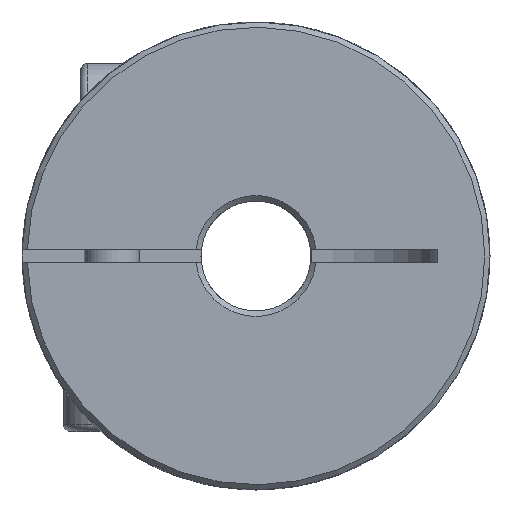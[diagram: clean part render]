
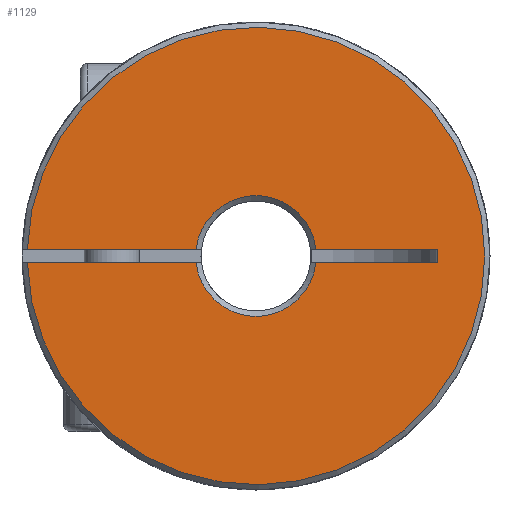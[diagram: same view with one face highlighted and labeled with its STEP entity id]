
A CAD part, left-side view. The second image highlights one B-rep face of the part: STEP entity #1129.
In plain terms, the highlighted planar face has unit normal (-1, 0, 0).
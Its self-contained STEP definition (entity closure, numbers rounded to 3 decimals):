
#161 = VERTEX_POINT ( 'NONE', #397 ) ;
#162 = VERTEX_POINT ( 'NONE', #398 ) ;
#167 = VERTEX_POINT ( 'NONE', #403 ) ;
#168 = VERTEX_POINT ( 'NONE', #404 ) ;
#169 = VERTEX_POINT ( 'NONE', #405 ) ;
#170 = VERTEX_POINT ( 'NONE', #406 ) ;
#171 = VERTEX_POINT ( 'NONE', #407 ) ;
#172 = VERTEX_POINT ( 'NONE', #408 ) ;
#397 = CARTESIAN_POINT ( 'NONE',  ( -22.5, 4.352, -0.5 ) ) ;
#398 = CARTESIAN_POINT ( 'NONE',  ( -22.5, -4.352, -0.5 ) ) ;
#403 = CARTESIAN_POINT ( 'NONE',  ( -22.5, -4.352, 0.5 ) ) ;
#404 = CARTESIAN_POINT ( 'NONE',  ( -22.5, -13.214, 0.5 ) ) ;
#405 = CARTESIAN_POINT ( 'NONE',  ( -22.5, -13.214, -0.5 ) ) ;
#406 = CARTESIAN_POINT ( 'NONE',  ( -22.5, 16.611, -0.5 ) ) ;
#407 = CARTESIAN_POINT ( 'NONE',  ( -22.5, 16.611, 0.5 ) ) ;
#408 = CARTESIAN_POINT ( 'NONE',  ( -22.5, 4.352, 0.5 ) ) ;
#766 = ORIENTED_EDGE ( 'NONE', *, *, #1338, .T. ) ;
#767 = ORIENTED_EDGE ( 'NONE', *, *, #1337, .F. ) ;
#768 = ORIENTED_EDGE ( 'NONE', *, *, #1336, .T. ) ;
#769 = ORIENTED_EDGE ( 'NONE', *, *, #1322, .F. ) ;
#770 = ORIENTED_EDGE ( 'NONE', *, *, #1334, .F. ) ;
#771 = ORIENTED_EDGE ( 'NONE', *, *, #1340, .F. ) ;
#772 = ORIENTED_EDGE ( 'NONE', *, *, #1339, .T. ) ;
#773 = ORIENTED_EDGE ( 'NONE', *, *, #1332, .F. ) ;
#1129 = ADVANCED_FACE ( 'NONE', ( #2203 ), #2675, .T. ) ;
#1322 = EDGE_CURVE ( 'NONE', #161, #162, #3434, .T. ) ;
#1332 = EDGE_CURVE ( 'NONE', #167, #172, #3446, .T. ) ;
#1334 = EDGE_CURVE ( 'NONE', #170, #161, #3439, .T. ) ;
#1336 = EDGE_CURVE ( 'NONE', #169, #162, #3444, .T. ) ;
#1337 = EDGE_CURVE ( 'NONE', #169, #168, #3450, .T. ) ;
#1338 = EDGE_CURVE ( 'NONE', #167, #168, #3435, .T. ) ;
#1339 = EDGE_CURVE ( 'NONE', #171, #172, #3454, .T. ) ;
#1340 = EDGE_CURVE ( 'NONE', #171, #170, #3458, .T. ) ;
#1668 = EDGE_LOOP ( 'NONE', ( #766, #767, #768, #769, #770, #771, #772, #773 ) ) ;
#2203 = FACE_OUTER_BOUND ( 'NONE', #1668, .T. ) ;
#2344 = AXIS2_PLACEMENT_3D ( 'NONE', #2668, #2678, #2679 ) ;
#2436 = AXIS2_PLACEMENT_3D ( 'NONE', #3608, #3610, #3611 ) ;
#2446 = AXIS2_PLACEMENT_3D ( 'NONE', #3632, #3674, #3675 ) ;
#2451 = AXIS2_PLACEMENT_3D ( 'NONE', #3689, #3693, #3694 ) ;
#2668 = CARTESIAN_POINT ( 'NONE',  ( -22.5, 0., 0. ) ) ;
#2675 = PLANE ( 'NONE',  #2344 ) ;
#2678 = DIRECTION ( 'NONE',  ( -1., 0., 0. ) ) ;
#2679 = DIRECTION ( 'NONE',  ( 0., -1., 0. ) ) ;
#3434 = CIRCLE ( 'NONE', #2436, 4.381 ) ;
#3435 = LINE ( 'NONE', #3686, #3453 ) ;
#3439 = LINE ( 'NONE', #3680, #3442 ) ;
#3442 = VECTOR ( 'NONE', #3681, 1000. ) ;
#3444 = LINE ( 'NONE', #3684, #3447 ) ;
#3446 = CIRCLE ( 'NONE', #2446, 4.381 ) ;
#3447 = VECTOR ( 'NONE', #3685, 1000. ) ;
#3450 = LINE ( 'NONE', #3677, #3452 ) ;
#3452 = VECTOR ( 'NONE', #3688, 1000. ) ;
#3453 = VECTOR ( 'NONE', #3690, 1000. ) ;
#3454 = LINE ( 'NONE', #3691, #3455 ) ;
#3455 = VECTOR ( 'NONE', #3692, 1000. ) ;
#3458 = CIRCLE ( 'NONE', #2451, 16.619 ) ;
#3608 = CARTESIAN_POINT ( 'NONE',  ( -22.5, 0., 0. ) ) ;
#3610 = DIRECTION ( 'NONE',  ( -1., 0., 0. ) ) ;
#3611 = DIRECTION ( 'NONE',  ( 0., -1., 0. ) ) ;
#3632 = CARTESIAN_POINT ( 'NONE',  ( -22.5, 0., 0. ) ) ;
#3674 = DIRECTION ( 'NONE',  ( -1., 0., 0. ) ) ;
#3675 = DIRECTION ( 'NONE',  ( 0., -1., 0. ) ) ;
#3677 = CARTESIAN_POINT ( 'NONE',  ( -22.5, -13.214, -16.598 ) ) ;
#3680 = CARTESIAN_POINT ( 'NONE',  ( -22.5, 0., -0.5 ) ) ;
#3681 = DIRECTION ( 'NONE',  ( 0., -1., 0. ) ) ;
#3684 = CARTESIAN_POINT ( 'NONE',  ( -22.5, -13.214, -0.5 ) ) ;
#3685 = DIRECTION ( 'NONE',  ( 0., 1., 0. ) ) ;
#3686 = CARTESIAN_POINT ( 'NONE',  ( -22.5, -13.214, 0.5 ) ) ;
#3688 = DIRECTION ( 'NONE',  ( 0., 0., 1. ) ) ;
#3689 = CARTESIAN_POINT ( 'NONE',  ( -22.5, 0., 0. ) ) ;
#3690 = DIRECTION ( 'NONE',  ( 0., -1., 0. ) ) ;
#3691 = CARTESIAN_POINT ( 'NONE',  ( -22.5, 0., 0.5 ) ) ;
#3692 = DIRECTION ( 'NONE',  ( 0., -1., 0. ) ) ;
#3693 = DIRECTION ( 'NONE',  ( 1., 0., 0. ) ) ;
#3694 = DIRECTION ( 'NONE',  ( 0., -1., 0. ) ) ;
